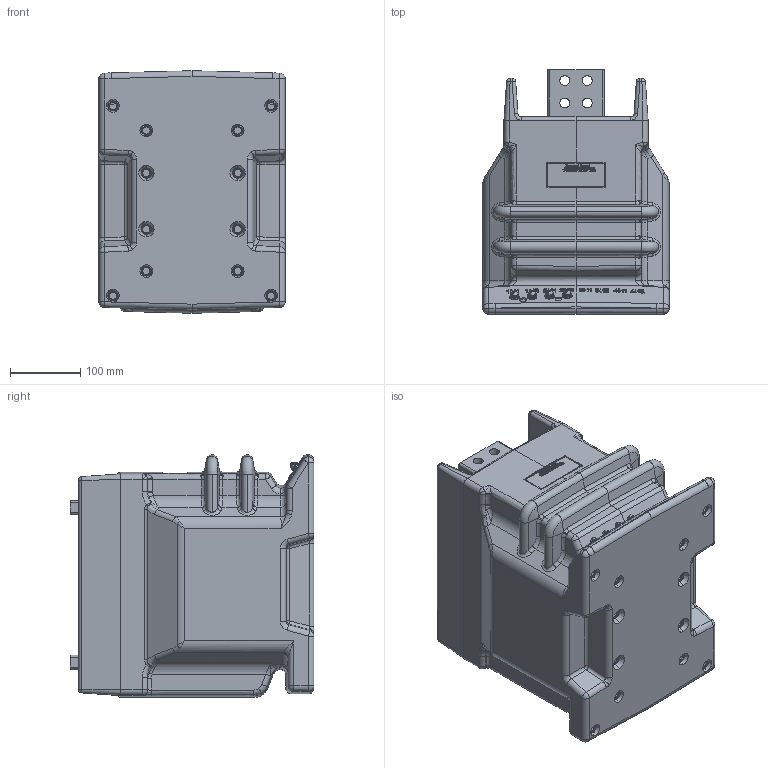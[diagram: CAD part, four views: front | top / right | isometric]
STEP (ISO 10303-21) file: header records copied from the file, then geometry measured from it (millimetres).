
FILE_DESCRIPTION (( 'STEP AP203' ), '1' );
FILE_NAME ('ﾒﾎﾋ-20-2 ﾂﾂ-1 2500 ﾀ.STEP', '2018-03-13T07:38:59', ( '' ), ( '' ), 'SwSTEP 2.0', 'SolidWorks 2010', '' );
FILE_SCHEMA (( 'CONFIG_CONTROL_DESIGN' ));
Length unit declared in the file: millimetre
Products named in the file (1): ﾒﾎﾋ-20-2 ﾂﾂ-1 2500 ﾀ
Bounding box: 265 x 347 x 345 mm (x, y, z)
Surface area: 665459.1 mm2 (no closed solid volume)
Topology: 0 solids, 67 shells, 943 faces, 3964 edges, 2995 vertices
Faces by surface type: plane 355, bspline 250, cylinder 234, cone 60, sphere 38, torus 6
Entity records: 62487 total; most frequent: CARTESIAN_POINT 34108, ORIENTED_EDGE 5736, DIRECTION 4621, EDGE_CURVE 3932, VERTEX_POINT 2995, VECTOR 1987, LINE 1987, AXIS2_PLACEMENT_3D 1317
